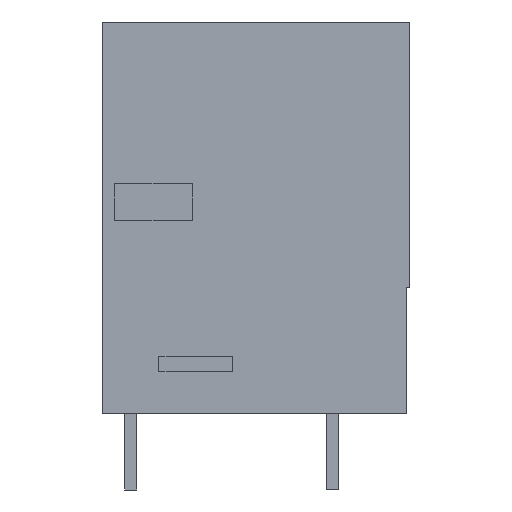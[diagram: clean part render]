
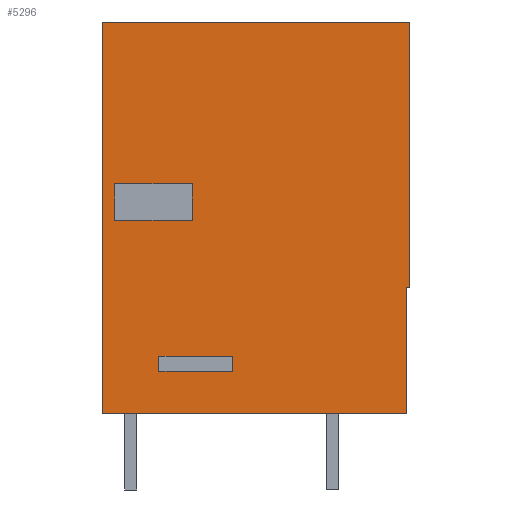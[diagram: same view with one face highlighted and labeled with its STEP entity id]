
A CAD part, left-side view. The second image highlights one B-rep face of the part: STEP entity #5296.
In plain terms, the highlighted planar face has unit normal (-1, 0, 0).
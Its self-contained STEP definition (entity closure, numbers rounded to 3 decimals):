
#5269=AXIS2_PLACEMENT_3D('Plane Axis2P3D',#5266,#5267,#5268) ;
#315=CARTESIAN_POINT('Vertex',(0.,20.05,5.)) ;
#318=CARTESIAN_POINT('Line Origine',(0.,20.05,17.78)) ;
#322=CARTESIAN_POINT('Vertex',(0.,20.05,30.56)) ;
#1481=CARTESIAN_POINT('Vertex',(0.,0.2,13.211)) ;
#1484=CARTESIAN_POINT('Line Origine',(0.,0.2,9.105)) ;
#1488=CARTESIAN_POINT('Vertex',(0.,0.2,5.)) ;
#3073=CARTESIAN_POINT('Vertex',(0.,0.,30.56)) ;
#3076=CARTESIAN_POINT('Line Origine',(0.,10.025,30.56)) ;
#3100=CARTESIAN_POINT('Vertex',(0.,19.25,17.6)) ;
#3105=CARTESIAN_POINT('Line Origine',(0.,16.718,17.6)) ;
#3109=CARTESIAN_POINT('Vertex',(0.,14.186,17.6)) ;
#3141=CARTESIAN_POINT('Vertex',(0.,19.25,20.)) ;
#3146=CARTESIAN_POINT('Line Origine',(0.,19.25,18.8)) ;
#3173=CARTESIAN_POINT('Vertex',(0.,14.186,20.)) ;
#3178=CARTESIAN_POINT('Line Origine',(0.,16.718,20.)) ;
#3201=CARTESIAN_POINT('Line Origine',(0.,14.186,18.8)) ;
#3228=CARTESIAN_POINT('Vertex',(0.,11.562,7.75)) ;
#3233=CARTESIAN_POINT('Line Origine',(0.,11.562,8.25)) ;
#3237=CARTESIAN_POINT('Vertex',(0.,11.562,8.75)) ;
#3269=CARTESIAN_POINT('Vertex',(0.,16.362,7.75)) ;
#3274=CARTESIAN_POINT('Line Origine',(0.,13.962,7.75)) ;
#3301=CARTESIAN_POINT('Vertex',(0.,16.362,8.75)) ;
#3306=CARTESIAN_POINT('Line Origine',(0.,16.362,8.25)) ;
#3329=CARTESIAN_POINT('Line Origine',(0.,13.962,8.75)) ;
#3898=CARTESIAN_POINT('Line Origine',(0.,10.125,5.)) ;
#5174=CARTESIAN_POINT('Line Origine',(0.,0.,21.885)) ;
#5178=CARTESIAN_POINT('Vertex',(0.,0.,13.211)) ;
#5266=CARTESIAN_POINT('Axis2P3D Location',(0.,20.05,0.)) ;
#5271=CARTESIAN_POINT('Line Origine',(0.,0.1,13.211)) ;
#319=DIRECTION('Vector Direction',(0.,0.,-1.)) ;
#1485=DIRECTION('Vector Direction',(0.,0.,-1.)) ;
#3077=DIRECTION('Vector Direction',(0.,-1.,0.)) ;
#3106=DIRECTION('Vector Direction',(0.,-1.,0.)) ;
#3147=DIRECTION('Vector Direction',(0.,0.,-1.)) ;
#3179=DIRECTION('Vector Direction',(0.,1.,0.)) ;
#3202=DIRECTION('Vector Direction',(0.,0.,-1.)) ;
#3234=DIRECTION('Vector Direction',(0.,0.,1.)) ;
#3275=DIRECTION('Vector Direction',(0.,1.,0.)) ;
#3307=DIRECTION('Vector Direction',(0.,0.,-1.)) ;
#3330=DIRECTION('Vector Direction',(0.,-1.,0.)) ;
#3899=DIRECTION('Vector Direction',(0.,-1.,0.)) ;
#5175=DIRECTION('Vector Direction',(0.,0.,-1.)) ;
#5267=DIRECTION('Axis2P3D Direction',(-1.,0.,0.)) ;
#5268=DIRECTION('Axis2P3D XDirection',(0.,-1.,0.)) ;
#5272=DIRECTION('Vector Direction',(0.,-1.,0.)) ;
#320=VECTOR('Line Direction',#319,1.) ;
#1486=VECTOR('Line Direction',#1485,1.) ;
#3078=VECTOR('Line Direction',#3077,1.) ;
#3107=VECTOR('Line Direction',#3106,1.) ;
#3148=VECTOR('Line Direction',#3147,1.) ;
#3180=VECTOR('Line Direction',#3179,1.) ;
#3203=VECTOR('Line Direction',#3202,1.) ;
#3235=VECTOR('Line Direction',#3234,1.) ;
#3276=VECTOR('Line Direction',#3275,1.) ;
#3308=VECTOR('Line Direction',#3307,1.) ;
#3331=VECTOR('Line Direction',#3330,1.) ;
#3900=VECTOR('Line Direction',#3899,1.) ;
#5176=VECTOR('Line Direction',#5175,1.) ;
#5273=VECTOR('Line Direction',#5272,1.) ;
#5277=ORIENTED_EDGE('',*,*,#324,.T.) ;
#5278=ORIENTED_EDGE('',*,*,#3902,.T.) ;
#5279=ORIENTED_EDGE('',*,*,#1490,.T.) ;
#5280=ORIENTED_EDGE('',*,*,#5275,.T.) ;
#5281=ORIENTED_EDGE('',*,*,#5180,.T.) ;
#5282=ORIENTED_EDGE('',*,*,#3080,.T.) ;
#5285=ORIENTED_EDGE('',*,*,#3111,.F.) ;
#5286=ORIENTED_EDGE('',*,*,#3150,.F.) ;
#5287=ORIENTED_EDGE('',*,*,#3182,.F.) ;
#5288=ORIENTED_EDGE('',*,*,#3205,.F.) ;
#5291=ORIENTED_EDGE('',*,*,#3239,.F.) ;
#5292=ORIENTED_EDGE('',*,*,#3278,.F.) ;
#5293=ORIENTED_EDGE('',*,*,#3310,.F.) ;
#5294=ORIENTED_EDGE('',*,*,#3333,.F.) ;
#5289=FACE_BOUND('',#5284,.T.) ;
#5295=FACE_BOUND('',#5290,.T.) ;
#5296=ADVANCED_FACE('HOUSING',(#5283,#5289,#5295),#5270,.T.) ;
#324=EDGE_CURVE('',#323,#316,#321,.T.) ;
#1490=EDGE_CURVE('',#1489,#1482,#1487,.F.) ;
#3080=EDGE_CURVE('',#3074,#323,#3079,.F.) ;
#3111=EDGE_CURVE('',#3101,#3110,#3108,.T.) ;
#3150=EDGE_CURVE('',#3142,#3101,#3149,.T.) ;
#3182=EDGE_CURVE('',#3174,#3142,#3181,.T.) ;
#3205=EDGE_CURVE('',#3110,#3174,#3204,.F.) ;
#3239=EDGE_CURVE('',#3229,#3238,#3236,.T.) ;
#3278=EDGE_CURVE('',#3270,#3229,#3277,.F.) ;
#3310=EDGE_CURVE('',#3302,#3270,#3309,.T.) ;
#3333=EDGE_CURVE('',#3238,#3302,#3332,.F.) ;
#3902=EDGE_CURVE('',#316,#1489,#3901,.T.) ;
#5180=EDGE_CURVE('',#5179,#3074,#5177,.F.) ;
#5275=EDGE_CURVE('',#1482,#5179,#5274,.T.) ;
#5276=EDGE_LOOP('',(#5277,#5278,#5279,#5280,#5281,#5282)) ;
#5284=EDGE_LOOP('',(#5285,#5286,#5287,#5288)) ;
#5290=EDGE_LOOP('',(#5291,#5292,#5293,#5294)) ;
#5283=FACE_OUTER_BOUND('',#5276,.T.) ;
#321=LINE('Line',#318,#320) ;
#1487=LINE('Line',#1484,#1486) ;
#3079=LINE('Line',#3076,#3078) ;
#3108=LINE('Line',#3105,#3107) ;
#3149=LINE('Line',#3146,#3148) ;
#3181=LINE('Line',#3178,#3180) ;
#3204=LINE('Line',#3201,#3203) ;
#3236=LINE('Line',#3233,#3235) ;
#3277=LINE('Line',#3274,#3276) ;
#3309=LINE('Line',#3306,#3308) ;
#3332=LINE('Line',#3329,#3331) ;
#3901=LINE('Line',#3898,#3900) ;
#5177=LINE('Line',#5174,#5176) ;
#5274=LINE('Line',#5271,#5273) ;
#5270=PLANE('',#5269) ;
#316=VERTEX_POINT('',#315) ;
#323=VERTEX_POINT('',#322) ;
#1482=VERTEX_POINT('',#1481) ;
#1489=VERTEX_POINT('',#1488) ;
#3074=VERTEX_POINT('',#3073) ;
#3101=VERTEX_POINT('',#3100) ;
#3110=VERTEX_POINT('',#3109) ;
#3142=VERTEX_POINT('',#3141) ;
#3174=VERTEX_POINT('',#3173) ;
#3229=VERTEX_POINT('',#3228) ;
#3238=VERTEX_POINT('',#3237) ;
#3270=VERTEX_POINT('',#3269) ;
#3302=VERTEX_POINT('',#3301) ;
#5179=VERTEX_POINT('',#5178) ;
